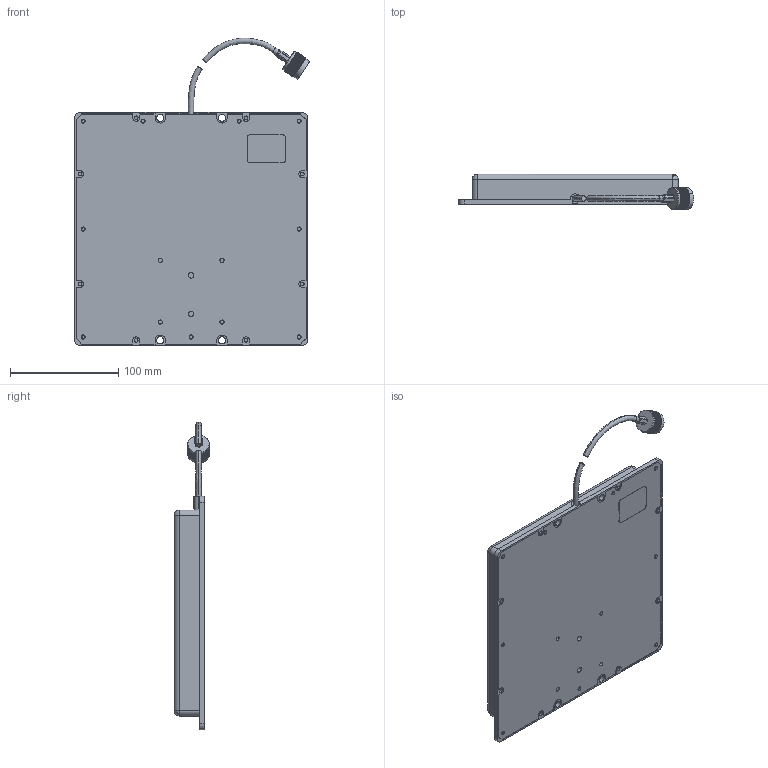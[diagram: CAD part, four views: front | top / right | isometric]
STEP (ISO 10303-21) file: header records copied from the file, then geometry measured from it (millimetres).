
FILE_DESCRIPTION (( 'STEP AP214' ), '1' );
FILE_NAME ('FM51FP1005-1_3D.step', '2022-12-30T17:50:35', ( '' ), ( '' ), 'SwSTEP 2.0', 'SolidWorks 2022', '' );
FILE_SCHEMA (( 'AUTOMOTIVE_DESIGN' ));
Length unit declared in the file: inch
Products named in the file (6): XF072-1001110^FM51FP1005-1; HEATSH-HEX_stepd_195White^FM51FP1005-1; XF117-1021100^FM51FP1005-1; N Male^FM51FP1005-1_50 ohm; 195_CABLE CUT^FM51FP1005-1; FM51FP1005-1_3D
Assembly tree (5 placements, depth 2):
  FM51FP1005-1_3D
    XF117-1021100^FM51FP1005-1
    XF072-1001110^FM51FP1005-1
    195_CABLE CUT^FM51FP1005-1
    HEATSH-HEX_stepd_195White^FM51FP1005-1
    N Male^FM51FP1005-1_50 ohm
Bounding box: 217.52 x 33.11 x 284.43 mm (x, y, z)
Volume: 246528.2 mm3; surface area: 234638.6 mm2
Topology: 6 solids, 6 shells, 3056 faces, 6619 edges, 3620 vertices
Faces by surface type: bspline 2012, cylinder 735, plane 223, cone 47, torus 28, sphere 11
Entity records: 136628 total; most frequent: CARTESIAN_POINT 85733, ORIENTED_EDGE 13216, EDGE_CURVE 6608, DIRECTION 4243, VERTEX_POINT 3618, EDGE_LOOP 3138, ADVANCED_FACE 3056, FACE_OUTER_BOUND 3056
